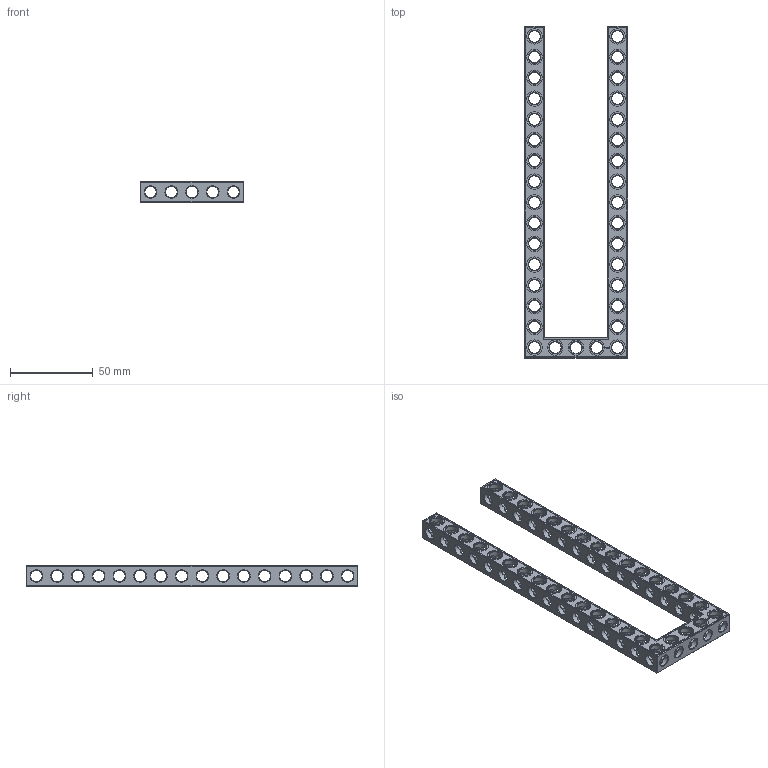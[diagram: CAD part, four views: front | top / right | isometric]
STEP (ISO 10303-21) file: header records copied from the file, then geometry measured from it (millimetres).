
FILE_DESCRIPTION(('FreeCAD Model'),'2;1');
FILE_NAME('Open CASCADE Shape Model','2022-02-23T18:03:41',( 'Paulo Kiefe'),('STEMFIE.org'),'Open CASCADE STEP processor 7.5', 'FreeCAD','Unknown');
FILE_SCHEMA(('AUTOMOTIVE_DESIGN { 1 0 10303 214 1 1 1 1 }'));
Products named in the file (1): Beam AGD ESS USH SYM BU05x16x01 - SPN-BEM-0353 (stemfie.org)
Bounding box: 62.5 x 200 x 12.5 mm (x, y, z)
Volume: 34209.4 mm3; surface area: 30554.6 mm2
Topology: 1 solids, 1 shells, 960 faces, 2901 edges, 1870 vertices
Faces by surface type: plane 413, cylinder 211, extrusion 194, cone 142
Full cylindrical faces by diameter (mm): 6.98 x34, 7 x142, 9.2 x35
Entity records: 226836 total; most frequent: CARTESIAN_POINT 173118, DIRECTION 8475, ORIENTED_EDGE 5802, PCURVE 5802, DEFINITIONAL_REPRESENTATION 5802, VECTOR 5520, LINE 5326, EDGE_CURVE 2901
